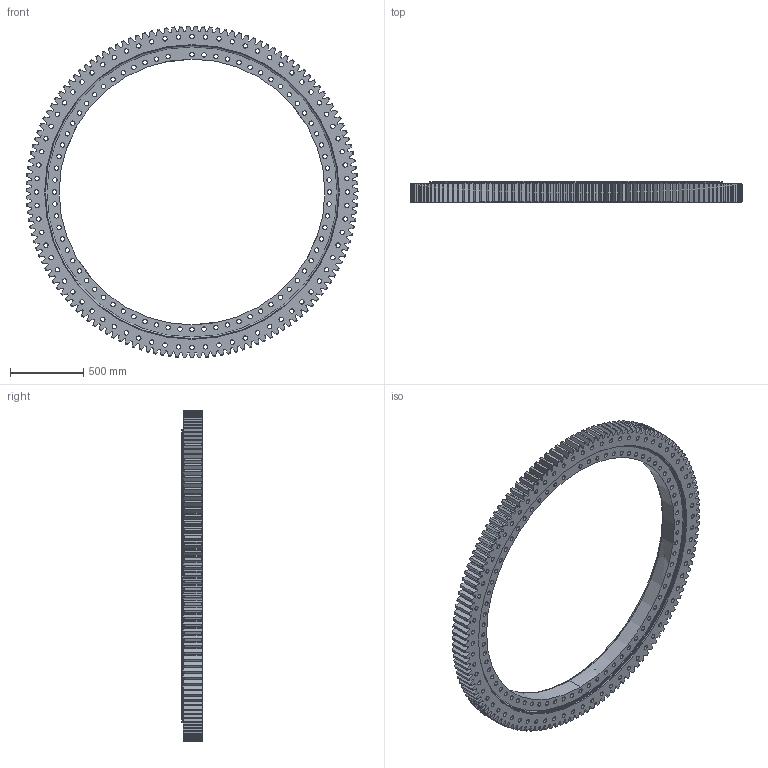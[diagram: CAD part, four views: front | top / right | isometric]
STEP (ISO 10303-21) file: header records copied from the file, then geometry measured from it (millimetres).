
FILE_DESCRIPTION (( 'STEP AP203' ), '1' );
FILE_NAME ('06-2002-00.STEP', '2017-12-27T08:55:35', ( 'defontaine' ), ( 'Hewlett-Packard Company' ), 'SwSTEP 2.0', 'SolidWorks 2016', '' );
FILE_SCHEMA (( 'CONFIG_CONTROL_DESIGN' ));
Length unit declared in the file: millimetre
Products named in the file (1): 06-2002-00
Bounding box: 2267.98 x 140 x 2267.86 mm (x, y, z)
Volume: 137570268.5 mm3; surface area: 9017242.3 mm2
Topology: 5 solids, 5 shells, 1218 faces, 3585 edges, 2377 vertices
Faces by surface type: cylinder 597, cone 295, plane 294, torus 32
Entity records: 43203 total; most frequent: CARTESIAN_POINT 9761, ORIENTED_EDGE 7170, DIRECTION 6952, EDGE_CURVE 3585, AXIS2_PLACEMENT_3D 2752, VERTEX_POINT 2377, CIRCLE 1533, EDGE_LOOP 1524
